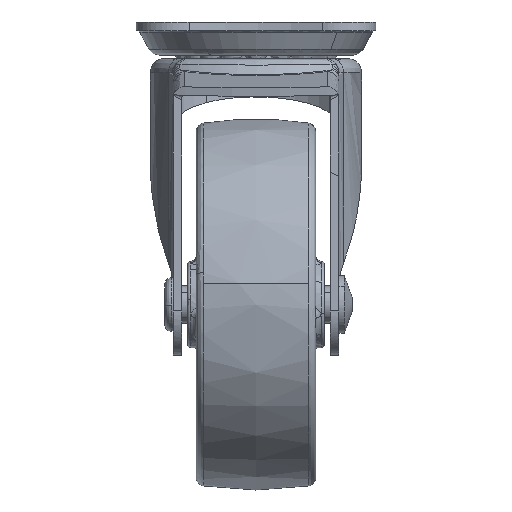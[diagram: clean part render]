
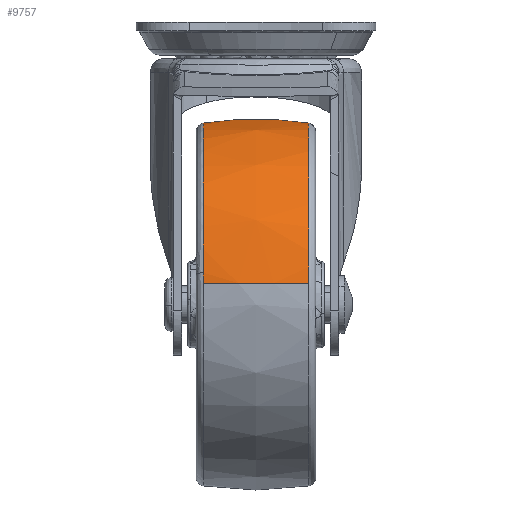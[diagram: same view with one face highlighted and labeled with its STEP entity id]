
A CAD part, left-side view. The second image highlights one B-rep face of the part: STEP entity #9757.
In plain terms, the highlighted free-form (B-spline) face has degree [2, 2] with [5, 5] control points.
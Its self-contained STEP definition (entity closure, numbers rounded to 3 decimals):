
#8788=CARTESIAN_POINT('',(-55.295,9.231,-42.437));
#8789=VERTEX_POINT('',#8788);
#8801=CARTESIAN_POINT('',(-24.0,9.231,-16.214));
#8802=VERTEX_POINT('',#8801);
#8803=CARTESIAN_POINT('',(-24.0,9.231,-16.214));
#8804=CARTESIAN_POINT('',(-26.367,9.231,-16.214));
#8805=CARTESIAN_POINT('',(-30.639,9.231,-16.694));
#8806=CARTESIAN_POINT('',(-35.767,9.231,-18.355));
#8807=CARTESIAN_POINT('',(-39.506,9.231,-20.184));
#8808=CARTESIAN_POINT('',(-42.589,9.231,-22.123));
#8809=CARTESIAN_POINT('',(-45.286,9.231,-24.308));
#8810=CARTESIAN_POINT('',(-47.93,9.231,-26.977));
#8811=CARTESIAN_POINT('',(-50.263,9.231,-29.927));
#8812=CARTESIAN_POINT('',(-52.536,9.231,-33.758));
#8813=CARTESIAN_POINT('',(-54.269,9.231,-37.928));
#8814=CARTESIAN_POINT('',(-55.032,9.231,-40.959));
#8815=CARTESIAN_POINT('',(-55.295,9.231,-42.437));
#8816=B_SPLINE_CURVE_WITH_KNOTS('',3,(#8803,#8804,#8805,#8806,#8807,#8808,#8809,#8810,#8811,#8812,#8813,#8814,#8815),.UNSPECIFIED.,.F.,.U.,(4,1,1,1,1,1,1,1,1,1,4),(0.,7.101,12.816,16.107,19.571,23.727,26.498,30.828,34.985,39.834,44.337),.UNSPECIFIED.);
#8817=EDGE_CURVE('',#8802,#8789,#8816,.T.);
#8919=CARTESIAN_POINT('',(-55.573,9.231,-44.33));
#8920=VERTEX_POINT('',#8919);
#8938=CARTESIAN_POINT('',(-55.295,9.231,-42.437));
#8939=CARTESIAN_POINT('',(-55.407,9.231,-43.065));
#8940=CARTESIAN_POINT('',(-55.499,9.231,-43.696));
#8941=CARTESIAN_POINT('',(-55.573,9.231,-44.33));
#8942=B_SPLINE_CURVE_WITH_KNOTS('',3,(#8938,#8939,#8940,#8941),.UNSPECIFIED.,.F.,.U.,(4,4),(0.,1.914),.UNSPECIFIED.);
#8943=EDGE_CURVE('',#8789,#8920,#8942,.T.);
#9160=CARTESIAN_POINT('',(-24.0,-9.231,-16.214));
#9161=VERTEX_POINT('',#9160);
#9179=CARTESIAN_POINT('',(-55.573,-9.231,-44.33));
#9180=VERTEX_POINT('',#9179);
#9181=CARTESIAN_POINT('',(-24.0,-9.231,-16.214));
#9182=CARTESIAN_POINT('',(-25.566,-9.231,-16.214));
#9183=CARTESIAN_POINT('',(-29.059,-9.231,-16.473));
#9184=CARTESIAN_POINT('',(-34.229,-9.231,-17.731));
#9185=CARTESIAN_POINT('',(-39.041,-9.231,-19.851));
#9186=CARTESIAN_POINT('',(-42.901,-9.231,-22.332));
#9187=CARTESIAN_POINT('',(-46.172,-9.231,-25.098));
#9188=CARTESIAN_POINT('',(-49.3,-9.231,-28.537));
#9189=CARTESIAN_POINT('',(-51.781,-9.231,-32.332));
#9190=CARTESIAN_POINT('',(-53.465,-9.231,-35.939));
#9191=CARTESIAN_POINT('',(-54.782,-9.231,-39.693));
#9192=CARTESIAN_POINT('',(-55.358,-9.231,-42.475));
#9193=CARTESIAN_POINT('',(-55.573,-9.231,-44.33));
#9194=B_SPLINE_CURVE_WITH_KNOTS('',3,(#9181,#9182,#9183,#9184,#9185,#9186,#9187,#9188,#9189,#9190,#9191,#9192,#9193),.UNSPECIFIED.,.F.,.U.,(4,1,1,1,1,1,1,1,1,1,4),(0.,4.697,10.479,15.899,20.415,24.209,28.726,34.327,37.759,40.65,46.251),.UNSPECIFIED.);
#9195=EDGE_CURVE('',#9161,#9180,#9194,.T.);
#9692=CARTESIAN_POINT('',(-24.0,-9.231,-16.214));
#9693=CARTESIAN_POINT('',(-24.,-7.323,-15.917));
#9694=CARTESIAN_POINT('',(-24.,-3.383,-15.497));
#9695=CARTESIAN_POINT('',(-24.0,2.803,-15.452));
#9696=CARTESIAN_POINT('',(-24.,7.037,-15.873));
#9697=CARTESIAN_POINT('',(-24.0,9.231,-16.214));
#9698=B_SPLINE_CURVE_WITH_KNOTS('',3,(#9692,#9693,#9694,#9695,#9696,#9697),.UNSPECIFIED.,.F.,.U.,(4,1,1,4),(0.,5.792,11.874,18.535),.UNSPECIFIED.);
#9699=EDGE_CURVE('',#9161,#8802,#9698,.T.);
#9705=CARTESIAN_POINT('',(-55.573,-9.231,-44.33));
#9706=CARTESIAN_POINT('',(-55.912,-7.037,-44.29));
#9707=CARTESIAN_POINT('',(-56.33,-2.803,-44.242));
#9708=CARTESIAN_POINT('',(-56.285,3.383,-44.247));
#9709=CARTESIAN_POINT('',(-55.868,7.323,-44.296));
#9710=CARTESIAN_POINT('',(-55.573,9.231,-44.33));
#9711=B_SPLINE_CURVE_WITH_KNOTS('',3,(#9705,#9706,#9707,#9708,#9709,#9710),.UNSPECIFIED.,.F.,.U.,(4,1,1,4),(0.,6.661,12.743,18.535),.UNSPECIFIED.);
#9712=EDGE_CURVE('',#9180,#8920,#9711,.T.);
#9717=CARTESIAN_POINT('',(-23.795,-10.162,-16.367));
#9718=CARTESIAN_POINT('',(-23.789,-5.118,-15.5));
#9719=CARTESIAN_POINT('',(-23.789,0.,-15.5));
#9720=CARTESIAN_POINT('',(-23.789,5.118,-15.5));
#9721=CARTESIAN_POINT('',(-23.795,10.162,-16.367));
#9722=CARTESIAN_POINT('',(-23.897,-10.162,-16.367));
#9723=CARTESIAN_POINT('',(-23.894,-5.118,-15.5));
#9724=CARTESIAN_POINT('',(-23.894,0.,-15.5));
#9725=CARTESIAN_POINT('',(-23.894,5.118,-15.5));
#9726=CARTESIAN_POINT('',(-23.897,10.162,-16.367));
#9727=CARTESIAN_POINT('',(-52.169,-10.162,-16.367));
#9728=CARTESIAN_POINT('',(-52.941,-5.118,-15.5));
#9729=CARTESIAN_POINT('',(-52.941,0.,-15.5));
#9730=CARTESIAN_POINT('',(-52.941,5.118,-15.5));
#9731=CARTESIAN_POINT('',(-52.169,10.162,-16.367));
#9732=CARTESIAN_POINT('',(-55.434,-10.162,-44.454));
#9733=CARTESIAN_POINT('',(-56.295,-5.118,-44.357));
#9734=CARTESIAN_POINT('',(-56.295,0.,-44.357));
#9735=CARTESIAN_POINT('',(-56.295,5.118,-44.357));
#9736=CARTESIAN_POINT('',(-55.434,10.162,-44.454));
#9737=CARTESIAN_POINT('',(-55.446,-10.162,-44.561));
#9738=CARTESIAN_POINT('',(-56.308,-5.118,-44.466));
#9739=CARTESIAN_POINT('',(-56.308,0.,-44.466));
#9740=CARTESIAN_POINT('',(-56.308,5.118,-44.466));
#9741=CARTESIAN_POINT('',(-55.446,10.162,-44.561));
#9749=(BOUNDED_SURFACE()B_SPLINE_SURFACE(2,2,((#9717,#9722,#9727,#9732,#9737),(#9718,#9723,#9728,#9733,#9738),(#9719,#9724,#9729,#9734,#9739),(#9720,#9725,#9730,#9735,#9740),(#9721,#9726,#9731,#9736,#9741)),.UNSPECIFIED.,.F.,.F.,.U.)B_SPLINE_SURFACE_WITH_KNOTS((3,2,3),(3,1,1,3),(0.0,10.405,20.811),(0.0,0.247,49.733,49.98),.UNSPECIFIED.)GEOMETRIC_REPRESENTATION_ITEM()RATIONAL_B_SPLINE_SURFACE(((0.963,0.962,0.702,0.92,0.921),(0.979,0.978,0.713,0.936,0.937),(1.003,1.001,0.731,0.958,0.959),(0.979,0.978,0.713,0.936,0.937),(0.963,0.962,0.702,0.92,0.921)))REPRESENTATION_ITEM('')SURFACE());
#9750=ORIENTED_EDGE('',*,*,#8817,.T.);
#9751=ORIENTED_EDGE('',*,*,#8943,.T.);
#9752=ORIENTED_EDGE('',*,*,#9712,.F.);
#9753=ORIENTED_EDGE('',*,*,#9195,.F.);
#9754=ORIENTED_EDGE('',*,*,#9699,.T.);
#9755=EDGE_LOOP('',(#9750,#9751,#9752,#9753,#9754));
#9756=FACE_OUTER_BOUND('',#9755,.T.);
#9757=ADVANCED_FACE('',(#9756),#9749,.T.);
